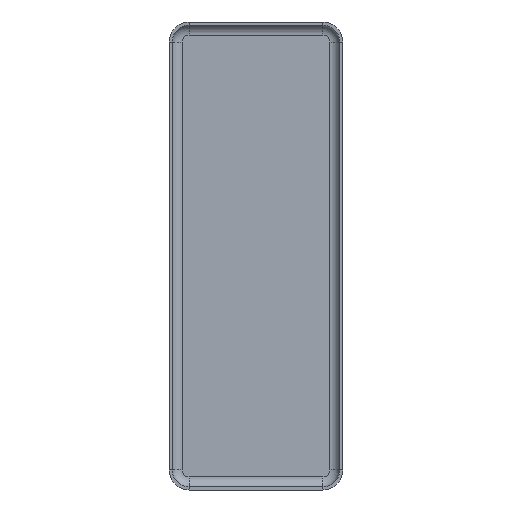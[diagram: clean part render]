
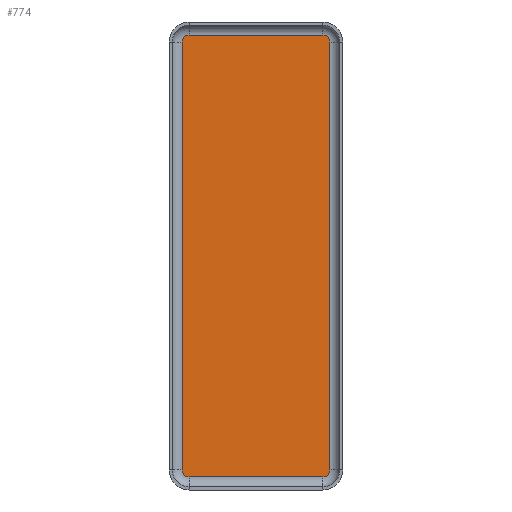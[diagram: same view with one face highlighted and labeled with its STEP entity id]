
A CAD part, front view. The second image highlights one B-rep face of the part: STEP entity #774.
In plain terms, the highlighted planar face has unit normal (0, -1, 0).
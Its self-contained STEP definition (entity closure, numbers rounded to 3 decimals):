
#31 = CARTESIAN_POINT ( 'NONE',  ( -6.65, -0.3, 22. ) ) ;
#58 = LINE ( 'NONE', #139, #877 ) ;
#63 = VERTEX_POINT ( 'NONE', #1081 ) ;
#66 = ORIENTED_EDGE ( 'NONE', *, *, #283, .F. ) ;
#97 = AXIS2_PLACEMENT_3D ( 'NONE', #1173, #358, #636 ) ;
#107 = CARTESIAN_POINT ( 'NONE',  ( -7.35, -0.3, -21.3 ) ) ;
#110 = EDGE_LOOP ( 'NONE', ( #743, #727, #638, #66, #523, #145, #592, #916 ) ) ;
#112 = CARTESIAN_POINT ( 'NONE',  ( 6.65, -0.3, 22. ) ) ;
#139 = CARTESIAN_POINT ( 'NONE',  ( -7.35, -0.3, -21.3 ) ) ;
#145 = ORIENTED_EDGE ( 'NONE', *, *, #615, .F. ) ;
#159 = VECTOR ( 'NONE', #759, 1000. ) ;
#187 = DIRECTION ( 'NONE',  ( 0., 0., -1. ) ) ;
#198 = AXIS2_PLACEMENT_3D ( 'NONE', #412, #1121, #601 ) ;
#209 = EDGE_CURVE ( 'NONE', #451, #1115, #835, .T. ) ;
#245 = VERTEX_POINT ( 'NONE', #943 ) ;
#261 = CARTESIAN_POINT ( 'NONE',  ( 7.35, -0.3, 21.3 ) ) ;
#280 = CARTESIAN_POINT ( 'NONE',  ( 7.35, -0.3, -21.3 ) ) ;
#283 = EDGE_CURVE ( 'NONE', #546, #739, #58, .T. ) ;
#286 = DIRECTION ( 'NONE',  ( 0., 0., 1. ) ) ;
#353 = VECTOR ( 'NONE', #633, 1000. ) ;
#358 = DIRECTION ( 'NONE',  ( 0., 1., 0. ) ) ;
#367 = AXIS2_PLACEMENT_3D ( 'NONE', #902, #555, #187 ) ;
#381 = CIRCLE ( 'NONE', #97, 0.7 ) ;
#412 = CARTESIAN_POINT ( 'NONE',  ( -6.65, -0.3, -21.3 ) ) ;
#451 = VERTEX_POINT ( 'NONE', #663 ) ;
#468 = CARTESIAN_POINT ( 'NONE',  ( 6.65, -0.3, 21.3 ) ) ;
#493 = VERTEX_POINT ( 'NONE', #841 ) ;
#505 = CIRCLE ( 'NONE', #198, 0.7 ) ;
#521 = DIRECTION ( 'NONE',  ( 0., 0., 1. ) ) ;
#523 = ORIENTED_EDGE ( 'NONE', *, *, #710, .F. ) ;
#546 = VERTEX_POINT ( 'NONE', #107 ) ;
#555 = DIRECTION ( 'NONE',  ( 0., -1., 0. ) ) ;
#561 = VECTOR ( 'NONE', #1116, 1000. ) ;
#592 = ORIENTED_EDGE ( 'NONE', *, *, #1021, .F. ) ;
#594 = AXIS2_PLACEMENT_3D ( 'NONE', #468, #914, #726 ) ;
#599 = LINE ( 'NONE', #261, #353 ) ;
#601 = DIRECTION ( 'NONE',  ( 0., 0., 1. ) ) ;
#615 = EDGE_CURVE ( 'NONE', #245, #63, #1108, .T. ) ;
#633 = DIRECTION ( 'NONE',  ( 0., 0., -1. ) ) ;
#636 = DIRECTION ( 'NONE',  ( 0., 0., 1. ) ) ;
#638 = ORIENTED_EDGE ( 'NONE', *, *, #1074, .F. ) ;
#663 = CARTESIAN_POINT ( 'NONE',  ( -6.65, -0.3, 22. ) ) ;
#665 = CIRCLE ( 'NONE', #971, 0.7 ) ;
#710 = EDGE_CURVE ( 'NONE', #63, #546, #505, .T. ) ;
#726 = DIRECTION ( 'NONE',  ( 0., 0., 1. ) ) ;
#727 = ORIENTED_EDGE ( 'NONE', *, *, #209, .F. ) ;
#739 = VERTEX_POINT ( 'NONE', #1143 ) ;
#743 = ORIENTED_EDGE ( 'NONE', *, *, #763, .F. ) ;
#759 = DIRECTION ( 'NONE',  ( -1., 0., 0. ) ) ;
#763 = EDGE_CURVE ( 'NONE', #1115, #493, #823, .T. ) ;
#768 = CARTESIAN_POINT ( 'NONE',  ( 6.65, -0.3, -22. ) ) ;
#774 = ADVANCED_FACE ( 'NONE', ( #878 ), #1001, .T. ) ;
#823 = CIRCLE ( 'NONE', #594, 0.7 ) ;
#835 = LINE ( 'NONE', #31, #561 ) ;
#841 = CARTESIAN_POINT ( 'NONE',  ( 7.35, -0.3, 21.3 ) ) ;
#877 = VECTOR ( 'NONE', #521, 1000. ) ;
#878 = FACE_OUTER_BOUND ( 'NONE', #110, .T. ) ;
#902 = CARTESIAN_POINT ( 'NONE',  ( 6.65, -0.3, 21.3 ) ) ;
#912 = CARTESIAN_POINT ( 'NONE',  ( -6.65, -0.3, 21.3 ) ) ;
#914 = DIRECTION ( 'NONE',  ( 0., 1., 0. ) ) ;
#916 = ORIENTED_EDGE ( 'NONE', *, *, #1000, .F. ) ;
#943 = CARTESIAN_POINT ( 'NONE',  ( 6.65, -0.3, -22. ) ) ;
#971 = AXIS2_PLACEMENT_3D ( 'NONE', #912, #1095, #286 ) ;
#1000 = EDGE_CURVE ( 'NONE', #493, #1078, #599, .T. ) ;
#1001 = PLANE ( 'NONE',  #367 ) ;
#1021 = EDGE_CURVE ( 'NONE', #1078, #245, #381, .T. ) ;
#1074 = EDGE_CURVE ( 'NONE', #739, #451, #665, .T. ) ;
#1078 = VERTEX_POINT ( 'NONE', #280 ) ;
#1081 = CARTESIAN_POINT ( 'NONE',  ( -6.65, -0.3, -22. ) ) ;
#1095 = DIRECTION ( 'NONE',  ( 0., 1., 0. ) ) ;
#1108 = LINE ( 'NONE', #768, #159 ) ;
#1115 = VERTEX_POINT ( 'NONE', #112 ) ;
#1116 = DIRECTION ( 'NONE',  ( 1., 0., 0. ) ) ;
#1121 = DIRECTION ( 'NONE',  ( 0., 1., 0. ) ) ;
#1143 = CARTESIAN_POINT ( 'NONE',  ( -7.35, -0.3, 21.3 ) ) ;
#1173 = CARTESIAN_POINT ( 'NONE',  ( 6.65, -0.3, -21.3 ) ) ;
